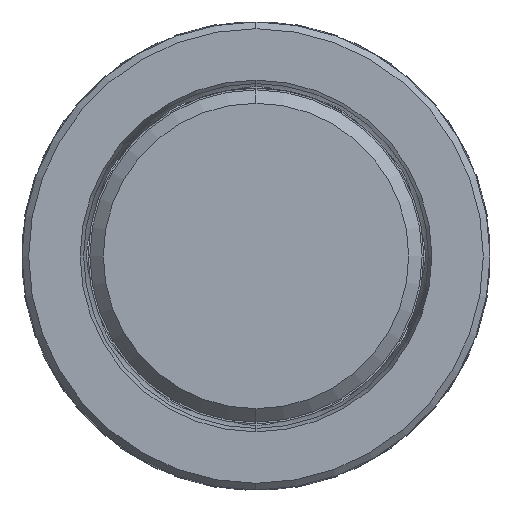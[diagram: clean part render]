
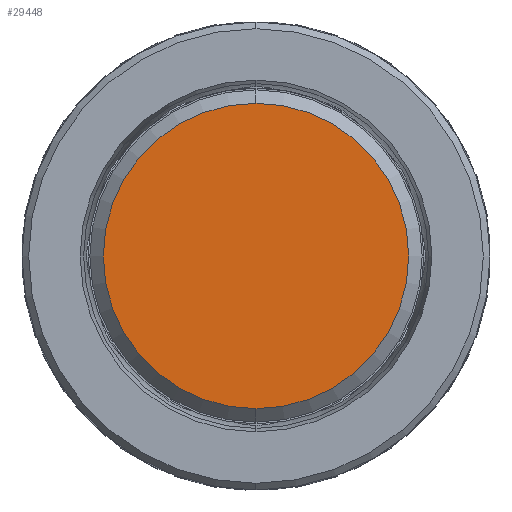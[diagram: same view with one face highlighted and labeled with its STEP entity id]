
A CAD part, front view. The second image highlights one B-rep face of the part: STEP entity #29448.
In plain terms, the highlighted planar face has unit normal (0, -1, 0).
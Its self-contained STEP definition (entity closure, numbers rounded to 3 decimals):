
#3489 = DIRECTION ( 'NONE',  ( 0., 0., 1. ) ) ;
#4020 = CARTESIAN_POINT ( 'NONE',  ( 0., 0., 22.75 ) ) ;
#4703 = VERTEX_POINT ( 'NONE', #17508 ) ;
#5077 = ORIENTED_EDGE ( 'NONE', *, *, #10849, .T. ) ;
#6784 = FACE_OUTER_BOUND ( 'NONE', #11338, .T. ) ;
#8078 = DIRECTION ( 'NONE',  ( 0., 0., 1. ) ) ;
#8841 = CIRCLE ( 'NONE', #23401, 22.75 ) ;
#10849 = EDGE_CURVE ( 'NONE', #24865, #4703, #8841, .T. ) ;
#11338 = EDGE_LOOP ( 'NONE', ( #5077, #18147 ) ) ;
#13342 = DIRECTION ( 'NONE',  ( 0., -1., 0. ) ) ;
#13411 = AXIS2_PLACEMENT_3D ( 'NONE', #21665, #19203, #3489 ) ;
#14044 = PLANE ( 'NONE',  #13411 ) ;
#14645 = EDGE_CURVE ( 'NONE', #4703, #24865, #19737, .T. ) ;
#15822 = CARTESIAN_POINT ( 'NONE',  ( 0., 0., 0. ) ) ;
#17508 = CARTESIAN_POINT ( 'NONE',  ( 0., 0., -22.75 ) ) ;
#18147 = ORIENTED_EDGE ( 'NONE', *, *, #14645, .T. ) ;
#18294 = DIRECTION ( 'NONE',  ( 0., 0., 1. ) ) ;
#19161 = AXIS2_PLACEMENT_3D ( 'NONE', #28316, #23325, #18294 ) ;
#19203 = DIRECTION ( 'NONE',  ( 0., 1., 0. ) ) ;
#19737 = CIRCLE ( 'NONE', #19161, 22.75 ) ;
#21665 = CARTESIAN_POINT ( 'NONE',  ( 0., 0., 0. ) ) ;
#23325 = DIRECTION ( 'NONE',  ( 0., -1., 0. ) ) ;
#23401 = AXIS2_PLACEMENT_3D ( 'NONE', #15822, #13342, #8078 ) ;
#24865 = VERTEX_POINT ( 'NONE', #4020 ) ;
#28316 = CARTESIAN_POINT ( 'NONE',  ( 0., 0., 0. ) ) ;
#29448 = ADVANCED_FACE ( 'NONE', ( #6784 ), #14044, .F. ) ;
